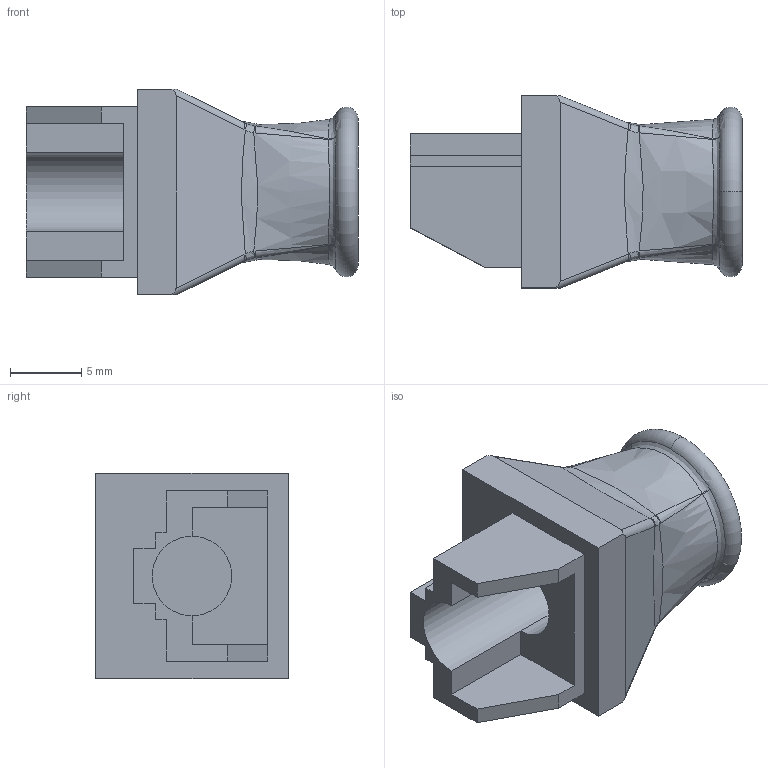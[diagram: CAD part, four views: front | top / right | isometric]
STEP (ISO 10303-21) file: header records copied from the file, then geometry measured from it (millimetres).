
FILE_DESCRIPTION (( 'STEP AP203' ), '1' );
FILE_NAME ('MP45J.STEP', '2006-06-30T18:49:31', ( ' ' ), ( ' ' ), 'SwSTEP 2.0', 'SolidWorks 2005354', '' );
FILE_SCHEMA (( 'CONFIG_CONTROL_DESIGN' ));
Length unit declared in the file: inch
Products named in the file (1): MP45J
Bounding box: 23.27 x 13.46 x 14.43 mm (x, y, z)
Volume: 1844 mm3; surface area: 1628.3 mm2
Topology: 1 solids, 1 shells, 71 faces, 178 edges, 106 vertices
Faces by surface type: bspline 32, plane 31, cylinder 6, torus 2
Entity records: 9469 total; most frequent: CARTESIAN_POINT 7944, ORIENTED_EDGE 348, DIRECTION 216, EDGE_CURVE 174, VERTEX_POINT 106, VECTOR 80, LINE 80, EDGE_LOOP 72
